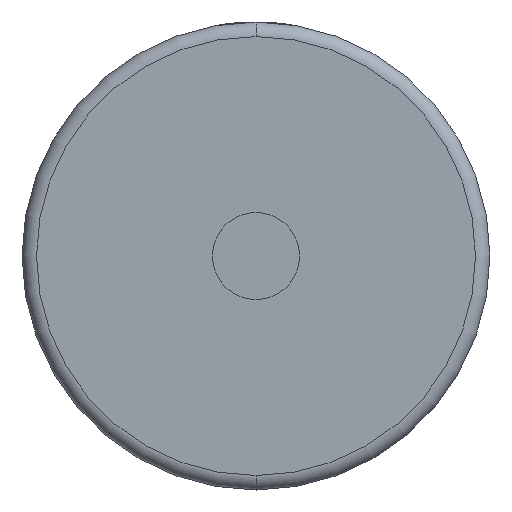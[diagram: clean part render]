
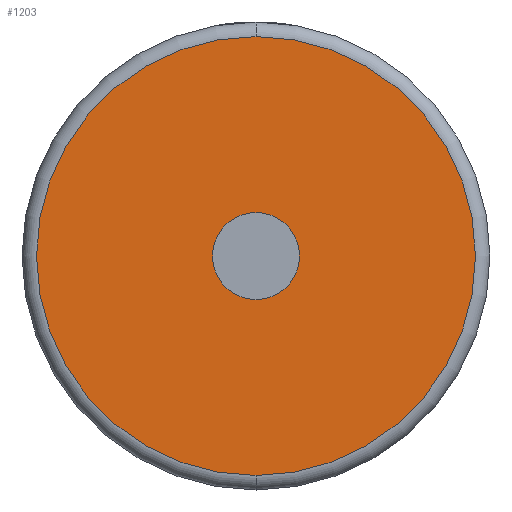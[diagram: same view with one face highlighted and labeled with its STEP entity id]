
A CAD part, front view. The second image highlights one B-rep face of the part: STEP entity #1203.
In plain terms, the highlighted planar face has unit normal (0, -1, 0).
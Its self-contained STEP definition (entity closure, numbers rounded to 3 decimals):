
#79 = PLANE ( 'NONE',  #614 ) ;
#112 = DIRECTION ( 'NONE',  ( 0., 0., 1. ) ) ;
#237 = CARTESIAN_POINT ( 'NONE',  ( 0., 0., 0. ) ) ;
#278 = VERTEX_POINT ( 'NONE', #3745 ) ;
#324 = CIRCLE ( 'NONE', #1649, 6. ) ;
#332 = DIRECTION ( 'NONE',  ( 0., 1., 0. ) ) ;
#360 = DIRECTION ( 'NONE',  ( 0., 0., 1. ) ) ;
#565 = CARTESIAN_POINT ( 'NONE',  ( 0., 0., 6. ) ) ;
#614 = AXIS2_PLACEMENT_3D ( 'NONE', #2085, #332, #360 ) ;
#877 = CARTESIAN_POINT ( 'NONE',  ( 0., 0., -30.25 ) ) ;
#926 = CARTESIAN_POINT ( 'NONE',  ( 0., 0., 30.25 ) ) ;
#932 = FACE_OUTER_BOUND ( 'NONE', #2553, .T. ) ;
#1203 = ADVANCED_FACE ( 'NONE', ( #932, #2235 ), #79, .F. ) ;
#1286 = AXIS2_PLACEMENT_3D ( 'NONE', #1820, #2055, #3560 ) ;
#1428 = ORIENTED_EDGE ( 'NONE', *, *, #1968, .T. ) ;
#1563 = DIRECTION ( 'NONE',  ( 0., -1., 0. ) ) ;
#1649 = AXIS2_PLACEMENT_3D ( 'NONE', #237, #2523, #2557 ) ;
#1682 = EDGE_CURVE ( 'NONE', #2583, #278, #324, .T. ) ;
#1756 = VERTEX_POINT ( 'NONE', #877 ) ;
#1820 = CARTESIAN_POINT ( 'NONE',  ( 0., 0., 0. ) ) ;
#1852 = EDGE_CURVE ( 'NONE', #278, #2583, #3678, .T. ) ;
#1960 = CARTESIAN_POINT ( 'NONE',  ( 0., 0., 0. ) ) ;
#1968 = EDGE_CURVE ( 'NONE', #3540, #1756, #2516, .T. ) ;
#2055 = DIRECTION ( 'NONE',  ( 0., -1., 0. ) ) ;
#2085 = CARTESIAN_POINT ( 'NONE',  ( 0., 0., 0. ) ) ;
#2170 = CARTESIAN_POINT ( 'NONE',  ( 0., 0., 0. ) ) ;
#2235 = FACE_BOUND ( 'NONE', #2493, .T. ) ;
#2370 = CIRCLE ( 'NONE', #3351, 30.25 ) ;
#2493 = EDGE_LOOP ( 'NONE', ( #2763, #2921 ) ) ;
#2516 = CIRCLE ( 'NONE', #2548, 30.25 ) ;
#2523 = DIRECTION ( 'NONE',  ( 0., -1., 0. ) ) ;
#2548 = AXIS2_PLACEMENT_3D ( 'NONE', #2170, #1563, #112 ) ;
#2553 = EDGE_LOOP ( 'NONE', ( #1428, #3592 ) ) ;
#2557 = DIRECTION ( 'NONE',  ( 0., 0., 1. ) ) ;
#2583 = VERTEX_POINT ( 'NONE', #565 ) ;
#2763 = ORIENTED_EDGE ( 'NONE', *, *, #1682, .F. ) ;
#2921 = ORIENTED_EDGE ( 'NONE', *, *, #1852, .F. ) ;
#3315 = EDGE_CURVE ( 'NONE', #1756, #3540, #2370, .T. ) ;
#3351 = AXIS2_PLACEMENT_3D ( 'NONE', #1960, #3769, #3718 ) ;
#3540 = VERTEX_POINT ( 'NONE', #926 ) ;
#3560 = DIRECTION ( 'NONE',  ( 0., 0., 1. ) ) ;
#3592 = ORIENTED_EDGE ( 'NONE', *, *, #3315, .T. ) ;
#3678 = CIRCLE ( 'NONE', #1286, 6. ) ;
#3718 = DIRECTION ( 'NONE',  ( 0., 0., 1. ) ) ;
#3745 = CARTESIAN_POINT ( 'NONE',  ( 0., 0., -6. ) ) ;
#3769 = DIRECTION ( 'NONE',  ( 0., -1., 0. ) ) ;
